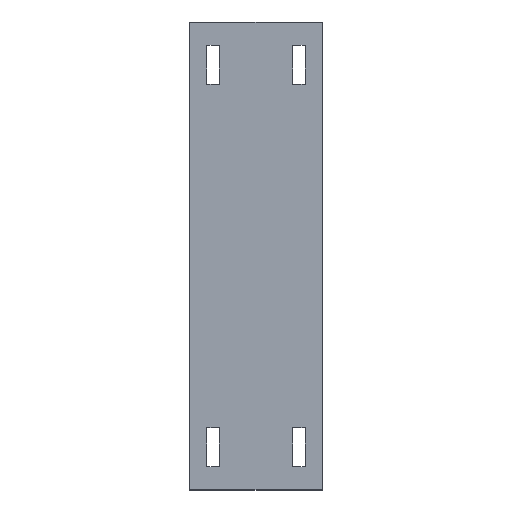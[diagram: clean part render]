
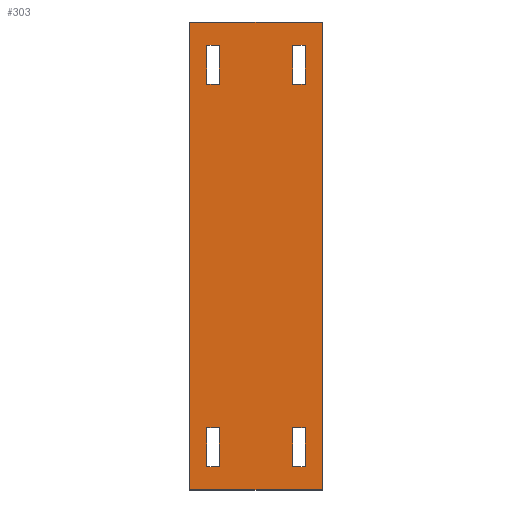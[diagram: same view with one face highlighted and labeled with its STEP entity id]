
A CAD part, top view. The second image highlights one B-rep face of the part: STEP entity #303.
In plain terms, the highlighted planar face has unit normal (0, 0, 1).
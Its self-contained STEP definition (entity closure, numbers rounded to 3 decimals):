
#159=AXIS2_PLACEMENT_3D('Plane Axis2P3D',#156,#157,#158) ;
#43=CARTESIAN_POINT('Vertex',(0.,0.,0.5)) ;
#57=CARTESIAN_POINT('Vertex',(17.,0.,0.5)) ;
#60=CARTESIAN_POINT('Line Origine',(8.5,0.,0.5)) ;
#88=CARTESIAN_POINT('Vertex',(17.,60.,0.5)) ;
#91=CARTESIAN_POINT('Line Origine',(17.,30.,0.5)) ;
#119=CARTESIAN_POINT('Vertex',(0.,60.,0.5)) ;
#122=CARTESIAN_POINT('Line Origine',(8.5,60.,0.5)) ;
#144=CARTESIAN_POINT('Line Origine',(0.,30.,0.5)) ;
#156=CARTESIAN_POINT('Axis2P3D Location',(8.5,30.,0.5)) ;
#167=CARTESIAN_POINT('Line Origine',(14.,57.,0.5)) ;
#171=CARTESIAN_POINT('Vertex',(14.8,57.,0.5)) ;
#173=CARTESIAN_POINT('Vertex',(13.2,57.,0.5)) ;
#176=CARTESIAN_POINT('Line Origine',(14.8,54.5,0.5)) ;
#180=CARTESIAN_POINT('Vertex',(14.8,52.,0.5)) ;
#183=CARTESIAN_POINT('Line Origine',(14.,52.,0.5)) ;
#187=CARTESIAN_POINT('Vertex',(13.2,52.,0.5)) ;
#190=CARTESIAN_POINT('Line Origine',(13.2,54.5,0.5)) ;
#201=CARTESIAN_POINT('Line Origine',(2.2,54.5,0.5)) ;
#205=CARTESIAN_POINT('Vertex',(2.2,57.,0.5)) ;
#207=CARTESIAN_POINT('Vertex',(2.2,52.,0.5)) ;
#210=CARTESIAN_POINT('Line Origine',(3.,57.,0.5)) ;
#214=CARTESIAN_POINT('Vertex',(3.8,57.,0.5)) ;
#217=CARTESIAN_POINT('Line Origine',(3.8,54.5,0.5)) ;
#221=CARTESIAN_POINT('Vertex',(3.8,52.,0.5)) ;
#224=CARTESIAN_POINT('Line Origine',(3.,52.,0.5)) ;
#235=CARTESIAN_POINT('Line Origine',(14.8,5.5,0.5)) ;
#239=CARTESIAN_POINT('Vertex',(14.8,3.,0.5)) ;
#241=CARTESIAN_POINT('Vertex',(14.8,8.,0.5)) ;
#244=CARTESIAN_POINT('Line Origine',(14.,3.,0.5)) ;
#248=CARTESIAN_POINT('Vertex',(13.2,3.,0.5)) ;
#251=CARTESIAN_POINT('Line Origine',(13.2,5.5,0.5)) ;
#255=CARTESIAN_POINT('Vertex',(13.2,8.,0.5)) ;
#258=CARTESIAN_POINT('Line Origine',(14.,8.,0.5)) ;
#269=CARTESIAN_POINT('Line Origine',(3.,3.,0.5)) ;
#273=CARTESIAN_POINT('Vertex',(2.2,3.,0.5)) ;
#275=CARTESIAN_POINT('Vertex',(3.8,3.,0.5)) ;
#278=CARTESIAN_POINT('Line Origine',(2.2,5.5,0.5)) ;
#282=CARTESIAN_POINT('Vertex',(2.2,8.,0.5)) ;
#285=CARTESIAN_POINT('Line Origine',(3.,8.,0.5)) ;
#289=CARTESIAN_POINT('Vertex',(3.8,8.,0.5)) ;
#292=CARTESIAN_POINT('Line Origine',(3.8,5.5,0.5)) ;
#61=DIRECTION('Vector Direction',(1.,0.,0.)) ;
#92=DIRECTION('Vector Direction',(0.,-1.,0.)) ;
#123=DIRECTION('Vector Direction',(-1.,0.,0.)) ;
#145=DIRECTION('Vector Direction',(0.,1.,0.)) ;
#157=DIRECTION('Axis2P3D Direction',(0.,-0.,1.)) ;
#158=DIRECTION('Axis2P3D XDirection',(0.,1.,0.)) ;
#168=DIRECTION('Vector Direction',(1.,0.,0.)) ;
#177=DIRECTION('Vector Direction',(0.,-1.,0.)) ;
#184=DIRECTION('Vector Direction',(1.,0.,0.)) ;
#191=DIRECTION('Vector Direction',(0.,1.,0.)) ;
#202=DIRECTION('Vector Direction',(0.,-1.,0.)) ;
#211=DIRECTION('Vector Direction',(-1.,0.,0.)) ;
#218=DIRECTION('Vector Direction',(0.,1.,0.)) ;
#225=DIRECTION('Vector Direction',(-1.,0.,0.)) ;
#236=DIRECTION('Vector Direction',(0.,1.,0.)) ;
#245=DIRECTION('Vector Direction',(1.,0.,0.)) ;
#252=DIRECTION('Vector Direction',(0.,-1.,0.)) ;
#259=DIRECTION('Vector Direction',(1.,0.,0.)) ;
#270=DIRECTION('Vector Direction',(-1.,0.,0.)) ;
#279=DIRECTION('Vector Direction',(0.,1.,0.)) ;
#286=DIRECTION('Vector Direction',(-1.,0.,0.)) ;
#293=DIRECTION('Vector Direction',(0.,-1.,0.)) ;
#62=VECTOR('Line Direction',#61,1.) ;
#93=VECTOR('Line Direction',#92,1.) ;
#124=VECTOR('Line Direction',#123,1.) ;
#146=VECTOR('Line Direction',#145,1.) ;
#169=VECTOR('Line Direction',#168,1.) ;
#178=VECTOR('Line Direction',#177,1.) ;
#185=VECTOR('Line Direction',#184,1.) ;
#192=VECTOR('Line Direction',#191,1.) ;
#203=VECTOR('Line Direction',#202,1.) ;
#212=VECTOR('Line Direction',#211,1.) ;
#219=VECTOR('Line Direction',#218,1.) ;
#226=VECTOR('Line Direction',#225,1.) ;
#237=VECTOR('Line Direction',#236,1.) ;
#246=VECTOR('Line Direction',#245,1.) ;
#253=VECTOR('Line Direction',#252,1.) ;
#260=VECTOR('Line Direction',#259,1.) ;
#271=VECTOR('Line Direction',#270,1.) ;
#280=VECTOR('Line Direction',#279,1.) ;
#287=VECTOR('Line Direction',#286,1.) ;
#294=VECTOR('Line Direction',#293,1.) ;
#162=ORIENTED_EDGE('',*,*,#64,.T.) ;
#163=ORIENTED_EDGE('',*,*,#95,.T.) ;
#164=ORIENTED_EDGE('',*,*,#126,.T.) ;
#165=ORIENTED_EDGE('',*,*,#148,.T.) ;
#196=ORIENTED_EDGE('',*,*,#175,.F.) ;
#197=ORIENTED_EDGE('',*,*,#182,.F.) ;
#198=ORIENTED_EDGE('',*,*,#189,.F.) ;
#199=ORIENTED_EDGE('',*,*,#194,.F.) ;
#230=ORIENTED_EDGE('',*,*,#209,.F.) ;
#231=ORIENTED_EDGE('',*,*,#216,.F.) ;
#232=ORIENTED_EDGE('',*,*,#223,.F.) ;
#233=ORIENTED_EDGE('',*,*,#228,.F.) ;
#264=ORIENTED_EDGE('',*,*,#243,.F.) ;
#265=ORIENTED_EDGE('',*,*,#250,.F.) ;
#266=ORIENTED_EDGE('',*,*,#257,.F.) ;
#267=ORIENTED_EDGE('',*,*,#262,.F.) ;
#298=ORIENTED_EDGE('',*,*,#277,.F.) ;
#299=ORIENTED_EDGE('',*,*,#284,.F.) ;
#300=ORIENTED_EDGE('',*,*,#291,.F.) ;
#301=ORIENTED_EDGE('',*,*,#296,.F.) ;
#200=FACE_BOUND('',#195,.T.) ;
#234=FACE_BOUND('',#229,.T.) ;
#268=FACE_BOUND('',#263,.T.) ;
#302=FACE_BOUND('',#297,.T.) ;
#303=ADVANCED_FACE('S3D positioniert',(#166,#200,#234,#268,#302),#160,.T.) ;
#64=EDGE_CURVE('',#44,#58,#63,.T.) ;
#95=EDGE_CURVE('',#58,#89,#94,.F.) ;
#126=EDGE_CURVE('',#89,#120,#125,.T.) ;
#148=EDGE_CURVE('',#120,#44,#147,.F.) ;
#175=EDGE_CURVE('',#172,#174,#170,.F.) ;
#182=EDGE_CURVE('',#181,#172,#179,.F.) ;
#189=EDGE_CURVE('',#188,#181,#186,.T.) ;
#194=EDGE_CURVE('',#174,#188,#193,.F.) ;
#209=EDGE_CURVE('',#206,#208,#204,.T.) ;
#216=EDGE_CURVE('',#215,#206,#213,.T.) ;
#223=EDGE_CURVE('',#222,#215,#220,.T.) ;
#228=EDGE_CURVE('',#208,#222,#227,.F.) ;
#243=EDGE_CURVE('',#240,#242,#238,.T.) ;
#250=EDGE_CURVE('',#249,#240,#247,.T.) ;
#257=EDGE_CURVE('',#256,#249,#254,.T.) ;
#262=EDGE_CURVE('',#242,#256,#261,.F.) ;
#277=EDGE_CURVE('',#274,#276,#272,.F.) ;
#284=EDGE_CURVE('',#283,#274,#281,.F.) ;
#291=EDGE_CURVE('',#290,#283,#288,.T.) ;
#296=EDGE_CURVE('',#276,#290,#295,.F.) ;
#161=EDGE_LOOP('',(#162,#163,#164,#165)) ;
#195=EDGE_LOOP('',(#196,#197,#198,#199)) ;
#229=EDGE_LOOP('',(#230,#231,#232,#233)) ;
#263=EDGE_LOOP('',(#264,#265,#266,#267)) ;
#297=EDGE_LOOP('',(#298,#299,#300,#301)) ;
#166=FACE_OUTER_BOUND('',#161,.T.) ;
#63=LINE('Line',#60,#62) ;
#94=LINE('Line',#91,#93) ;
#125=LINE('Line',#122,#124) ;
#147=LINE('Line',#144,#146) ;
#170=LINE('Line',#167,#169) ;
#179=LINE('Line',#176,#178) ;
#186=LINE('Line',#183,#185) ;
#193=LINE('Line',#190,#192) ;
#204=LINE('Line',#201,#203) ;
#213=LINE('Line',#210,#212) ;
#220=LINE('Line',#217,#219) ;
#227=LINE('Line',#224,#226) ;
#238=LINE('Line',#235,#237) ;
#247=LINE('Line',#244,#246) ;
#254=LINE('Line',#251,#253) ;
#261=LINE('Line',#258,#260) ;
#272=LINE('Line',#269,#271) ;
#281=LINE('Line',#278,#280) ;
#288=LINE('Line',#285,#287) ;
#295=LINE('Line',#292,#294) ;
#160=PLANE('',#159) ;
#44=VERTEX_POINT('',#43) ;
#58=VERTEX_POINT('',#57) ;
#89=VERTEX_POINT('',#88) ;
#120=VERTEX_POINT('',#119) ;
#172=VERTEX_POINT('',#171) ;
#174=VERTEX_POINT('',#173) ;
#181=VERTEX_POINT('',#180) ;
#188=VERTEX_POINT('',#187) ;
#206=VERTEX_POINT('',#205) ;
#208=VERTEX_POINT('',#207) ;
#215=VERTEX_POINT('',#214) ;
#222=VERTEX_POINT('',#221) ;
#240=VERTEX_POINT('',#239) ;
#242=VERTEX_POINT('',#241) ;
#249=VERTEX_POINT('',#248) ;
#256=VERTEX_POINT('',#255) ;
#274=VERTEX_POINT('',#273) ;
#276=VERTEX_POINT('',#275) ;
#283=VERTEX_POINT('',#282) ;
#290=VERTEX_POINT('',#289) ;
